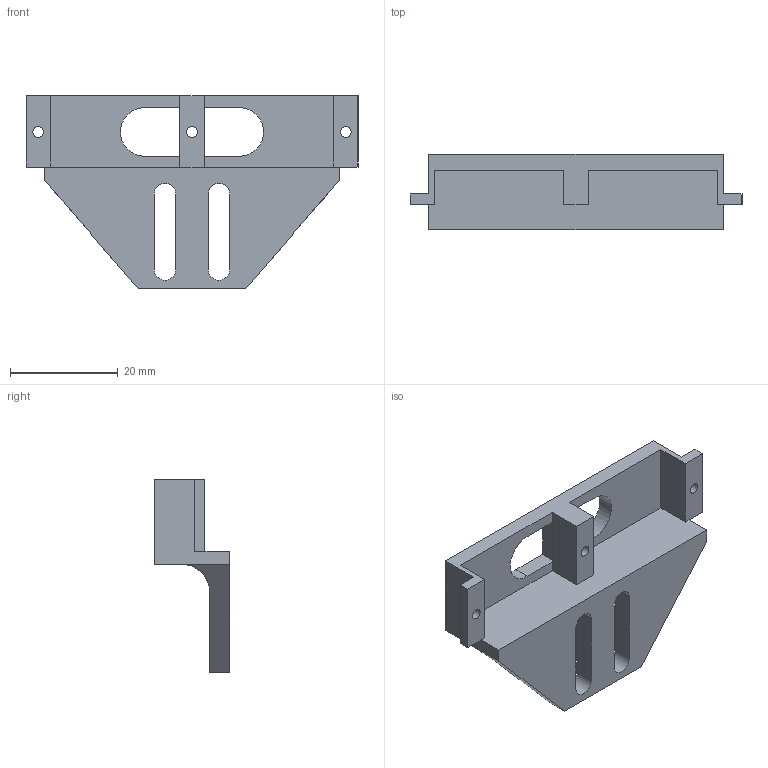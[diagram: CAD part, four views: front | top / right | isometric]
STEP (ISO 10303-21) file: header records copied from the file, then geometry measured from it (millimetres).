
FILE_DESCRIPTION(/* description */ (''),/* implementation_level */ '2;1');
FILE_NAME(/* name */ '5cc80c88-410d-45cd-83df-1e9c7ca9f5c8.stp',/* time_stamp */ '2024-05-05T18:59:56Z',/* author */ (''),/* organization */ (''),/* preprocessor_version */ 'ST-DEVELOPER v20',/* originating_system */ 'Autodesk Translation Framework v13.8.0.96',/* authorisation */ '');
FILE_SCHEMA (('AUTOMOTIVE_DESIGN { 1 0 10303 214 3 1 1 }'));
Length unit declared in the file: millimetre
Products named in the file (1): ServoMount v6
Bounding box: 61.5 x 14 x 35.75 mm (x, y, z)
Volume: 6739.7 mm3; surface area: 5543.7 mm2
Topology: 1 solids, 1 shells, 48 faces, 142 edges, 92 vertices
Faces by surface type: plane 38, cylinder 10
Full cylindrical faces by diameter (mm): 2 x3
Entity records: 1672 total; most frequent: CARTESIAN_POINT 325, ORIENTED_EDGE 284, DIRECTION 260, EDGE_CURVE 142, LINE 118, VECTOR 118, VERTEX_POINT 92, AXIS2_PLACEMENT_3D 71
